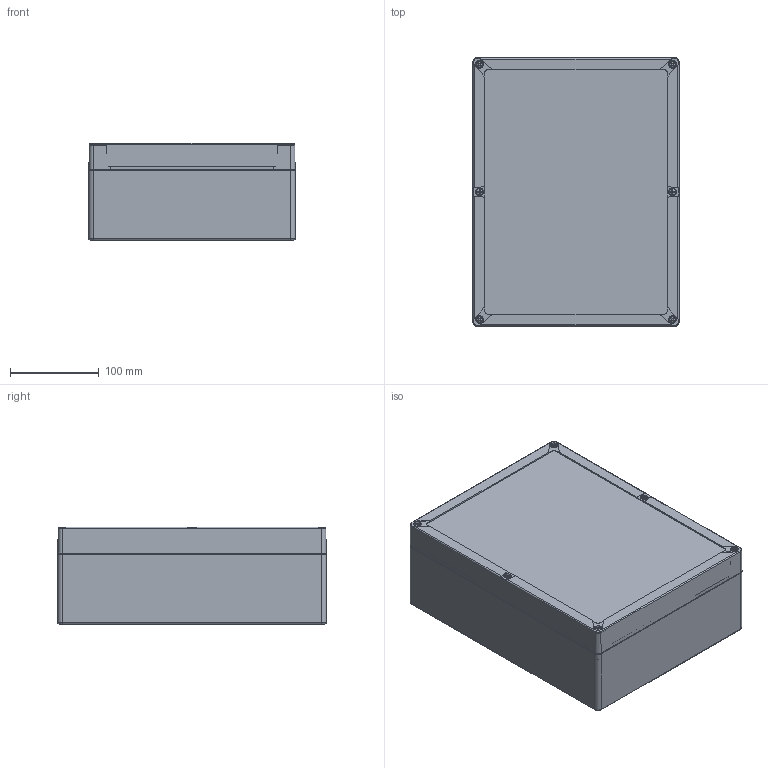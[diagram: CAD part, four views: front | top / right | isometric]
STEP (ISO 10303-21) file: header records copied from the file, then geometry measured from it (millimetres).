
FILE_DESCRIPTION( ( 'STEP AP214' ), ' ' );
FILE_NAME( '10151301.stp', '2016-04-07T15:24:55', ( '' ), ( '' ), ' ', 'PARTsolutions', ' ' );
FILE_SCHEMA( ( 'AUTOMOTIVE_DESIGN { 1 0 10303 214 1 1 1 1 }' ) );
Length unit declared in the file: millimetre
Products named in the file (4): 10151301; _Kasten_TG3023-11-o; _Deckel_TG3023-t; _TG-Schnellverschluss-43mm
Assembly tree (8 placements, depth 2):
  10151301
    _Kasten_TG3023-11-o
    _Deckel_TG3023-t
    _TG-Schnellverschluss-43mm  x6
Bounding box: 232 x 302 x 110 mm (x, y, z)
Volume: 903813.2 mm3; surface area: 570601.8 mm2
Topology: 8 solids, 8 shells, 1040 faces, 2683 edges, 1771 vertices
Faces by surface type: plane 630, cylinder 219, cone 159, torus 26, sphere 6
Full cylindrical faces by diameter (mm): 1.2 x6, 3 x14, 3.4 x25, 4.5 x4, 4.9 x8, 8.1 x4, 8.25 x6, 8.5 x4
Entity records: 35686 total; most frequent: CARTESIAN_POINT 5772, DIRECTION 4714, ORIENTED_EDGE 4552, EDGE_CURVE 2276, AXIS2_PLACEMENT_3D 1716, VERTEX_POINT 1566, LINE 1282, VECTOR 1282
